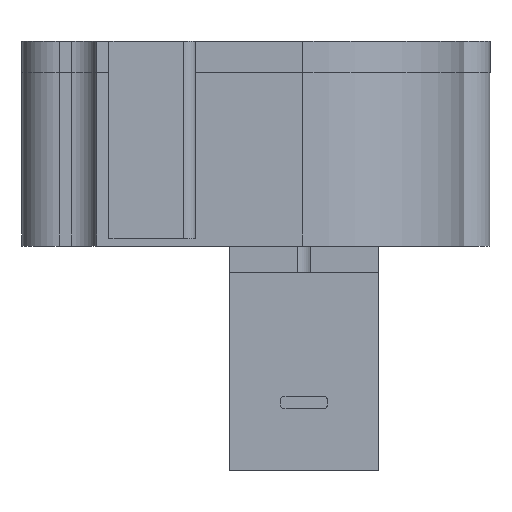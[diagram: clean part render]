
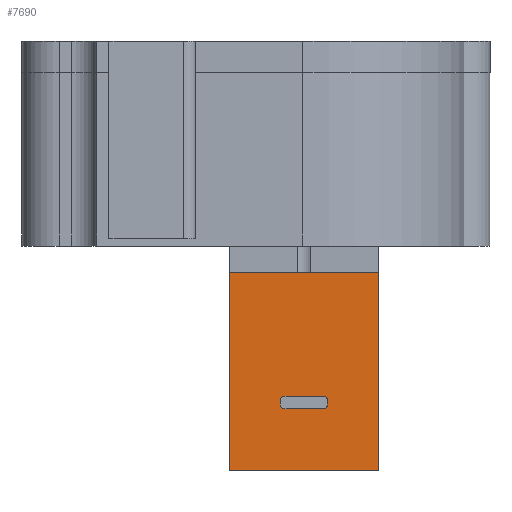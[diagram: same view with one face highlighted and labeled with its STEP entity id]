
A CAD part, left-side view. The second image highlights one B-rep face of the part: STEP entity #7690.
In plain terms, the highlighted face is planar.
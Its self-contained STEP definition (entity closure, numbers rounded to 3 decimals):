
#18 = DIRECTION ( 'NONE',  ( 0., 0., 1. ) ) ;
#72 = ORIENTED_EDGE ( 'NONE', *, *, #12750, .T. ) ;
#144 = CARTESIAN_POINT ( 'NONE',  ( 11.1, 1.6, -12.05 ) ) ;
#315 = EDGE_CURVE ( 'NONE', #19857, #6026, #21777, .T. ) ;
#338 = LINE ( 'NONE', #16189, #15121 ) ;
#391 = CIRCLE ( 'NONE', #23470, 0.3 ) ;
#711 = EDGE_CURVE ( 'NONE', #17333, #22632, #338, .T. ) ;
#805 = CARTESIAN_POINT ( 'NONE',  ( 11.1, -1.9, -11.05 ) ) ;
#1006 = DIRECTION ( 'NONE',  ( 0., 0., 1. ) ) ;
#1153 = EDGE_CURVE ( 'NONE', #22632, #2235, #15325, .T. ) ;
#1637 = VECTOR ( 'NONE', #8425, 1000. ) ;
#2235 = VERTEX_POINT ( 'NONE', #14588 ) ;
#2343 = CARTESIAN_POINT ( 'NONE',  ( 11.1, 1.9, -11.05 ) ) ;
#2550 = VERTEX_POINT ( 'NONE', #6632 ) ;
#2591 = VECTOR ( 'NONE', #8238, 1000. ) ;
#2671 = ORIENTED_EDGE ( 'NONE', *, *, #14209, .T. ) ;
#2770 = CARTESIAN_POINT ( 'NONE',  ( 11.1, 6., -17.05 ) ) ;
#4347 = DIRECTION ( 'NONE',  ( 0., 0., 1. ) ) ;
#4626 = CARTESIAN_POINT ( 'NONE',  ( 11.1, 1.6, -11.35 ) ) ;
#4652 = DIRECTION ( 'NONE',  ( 0., 0., 1. ) ) ;
#4709 = ORIENTED_EDGE ( 'NONE', *, *, #315, .F. ) ;
#4773 = VERTEX_POINT ( 'NONE', #20318 ) ;
#4940 = EDGE_CURVE ( 'NONE', #14100, #4773, #23024, .T. ) ;
#5041 = CARTESIAN_POINT ( 'NONE',  ( 11.1, 1.6, -11.05 ) ) ;
#5263 = EDGE_CURVE ( 'NONE', #19857, #12707, #19795, .T. ) ;
#5837 = CARTESIAN_POINT ( 'NONE',  ( 11.1, 6., -1.05 ) ) ;
#6009 = ORIENTED_EDGE ( 'NONE', *, *, #4940, .F. ) ;
#6026 = VERTEX_POINT ( 'NONE', #144 ) ;
#6632 = CARTESIAN_POINT ( 'NONE',  ( 11.1, -1.9, -11.35 ) ) ;
#7042 = CIRCLE ( 'NONE', #20500, 0.3 ) ;
#7075 = CARTESIAN_POINT ( 'NONE',  ( 11.1, -6., -17.05 ) ) ;
#7129 = DIRECTION ( 'NONE',  ( 0., 0., 1. ) ) ;
#7690 = ADVANCED_FACE ( 'NONE', ( #15278, #11221 ), #12999, .F. ) ;
#7976 = CIRCLE ( 'NONE', #13133, 0.3 ) ;
#8238 = DIRECTION ( 'NONE',  ( 0., -1., 0. ) ) ;
#8349 = ORIENTED_EDGE ( 'NONE', *, *, #9850, .F. ) ;
#8425 = DIRECTION ( 'NONE',  ( 0., 0., 1. ) ) ;
#9405 = DIRECTION ( 'NONE',  ( 0., -1., 0. ) ) ;
#9433 = CARTESIAN_POINT ( 'NONE',  ( 11.1, -1.6, -11.05 ) ) ;
#9740 = VECTOR ( 'NONE', #24065, 1000. ) ;
#9850 = EDGE_CURVE ( 'NONE', #10739, #16760, #10998, .T. ) ;
#9915 = VECTOR ( 'NONE', #11805, 1000. ) ;
#10312 = LINE ( 'NONE', #20478, #9740 ) ;
#10328 = DIRECTION ( 'NONE',  ( -1., 0., 0. ) ) ;
#10390 = ORIENTED_EDGE ( 'NONE', *, *, #5263, .T. ) ;
#10739 = VERTEX_POINT ( 'NONE', #5041 ) ;
#10998 = LINE ( 'NONE', #805, #2591 ) ;
#11141 = CARTESIAN_POINT ( 'NONE',  ( 11.1, 6., -17.05 ) ) ;
#11221 = FACE_BOUND ( 'NONE', #18706, .T. ) ;
#11472 = LINE ( 'NONE', #2770, #1637 ) ;
#11677 = EDGE_CURVE ( 'NONE', #2550, #12707, #10312, .T. ) ;
#11760 = EDGE_CURVE ( 'NONE', #14100, #6026, #7976, .T. ) ;
#11805 = DIRECTION ( 'NONE',  ( 0., 1., 0. ) ) ;
#12654 = CARTESIAN_POINT ( 'NONE',  ( 11.1, -1.6, -12.05 ) ) ;
#12707 = VERTEX_POINT ( 'NONE', #13368 ) ;
#12750 = EDGE_CURVE ( 'NONE', #17333, #23546, #11472, .T. ) ;
#12999 = PLANE ( 'NONE',  #20854 ) ;
#13061 = VECTOR ( 'NONE', #9405, 1000. ) ;
#13125 = CARTESIAN_POINT ( 'NONE',  ( 11.1, -1.6, -11.35 ) ) ;
#13133 = AXIS2_PLACEMENT_3D ( 'NONE', #13904, #10328, #4652 ) ;
#13368 = CARTESIAN_POINT ( 'NONE',  ( 11.1, -1.9, -11.75 ) ) ;
#13509 = CARTESIAN_POINT ( 'NONE',  ( 11.1, -1.9, -12.05 ) ) ;
#13904 = CARTESIAN_POINT ( 'NONE',  ( 11.1, 1.6, -11.75 ) ) ;
#13996 = CARTESIAN_POINT ( 'NONE',  ( 11.1, -6., -17.05 ) ) ;
#14099 = EDGE_CURVE ( 'NONE', #2550, #16760, #391, .T. ) ;
#14100 = VERTEX_POINT ( 'NONE', #22142 ) ;
#14209 = EDGE_CURVE ( 'NONE', #10739, #4773, #7042, .T. ) ;
#14400 = ORIENTED_EDGE ( 'NONE', *, *, #1153, .F. ) ;
#14588 = CARTESIAN_POINT ( 'NONE',  ( 11.1, -6., -1.05 ) ) ;
#14789 = DIRECTION ( 'NONE',  ( 0., 0., 1. ) ) ;
#14910 = EDGE_CURVE ( 'NONE', #23546, #2235, #18575, .T. ) ;
#15121 = VECTOR ( 'NONE', #16336, 1000. ) ;
#15278 = FACE_OUTER_BOUND ( 'NONE', #17515, .T. ) ;
#15325 = LINE ( 'NONE', #13996, #15904 ) ;
#15904 = VECTOR ( 'NONE', #17794, 1000. ) ;
#16189 = CARTESIAN_POINT ( 'NONE',  ( 11.1, 6., -17.05 ) ) ;
#16284 = ORIENTED_EDGE ( 'NONE', *, *, #711, .F. ) ;
#16336 = DIRECTION ( 'NONE',  ( 0., -1., 0. ) ) ;
#16635 = CARTESIAN_POINT ( 'NONE',  ( 11.1, 6., -1.05 ) ) ;
#16760 = VERTEX_POINT ( 'NONE', #9433 ) ;
#17333 = VERTEX_POINT ( 'NONE', #18295 ) ;
#17515 = EDGE_LOOP ( 'NONE', ( #20343, #14400, #16284, #72 ) ) ;
#17794 = DIRECTION ( 'NONE',  ( 0., 0., 1. ) ) ;
#18295 = CARTESIAN_POINT ( 'NONE',  ( 11.1, 6., -17.05 ) ) ;
#18381 = CARTESIAN_POINT ( 'NONE',  ( 11.1, -1.6, -11.75 ) ) ;
#18394 = ORIENTED_EDGE ( 'NONE', *, *, #11760, .T. ) ;
#18575 = LINE ( 'NONE', #5837, #13061 ) ;
#18645 = DIRECTION ( 'NONE',  ( -1., 0., 0. ) ) ;
#18706 = EDGE_LOOP ( 'NONE', ( #4709, #10390, #21045, #20927, #8349, #2671, #6009, #18394 ) ) ;
#19795 = CIRCLE ( 'NONE', #20638, 0.3 ) ;
#19857 = VERTEX_POINT ( 'NONE', #12654 ) ;
#20259 = DIRECTION ( 'NONE',  ( -1., 0., 0. ) ) ;
#20318 = CARTESIAN_POINT ( 'NONE',  ( 11.1, 1.9, -11.35 ) ) ;
#20343 = ORIENTED_EDGE ( 'NONE', *, *, #14910, .T. ) ;
#20478 = CARTESIAN_POINT ( 'NONE',  ( 11.1, -1.9, -11.05 ) ) ;
#20500 = AXIS2_PLACEMENT_3D ( 'NONE', #4626, #22961, #1006 ) ;
#20638 = AXIS2_PLACEMENT_3D ( 'NONE', #18381, #20259, #7129 ) ;
#20854 = AXIS2_PLACEMENT_3D ( 'NONE', #11141, #22075, #14789 ) ;
#20927 = ORIENTED_EDGE ( 'NONE', *, *, #14099, .T. ) ;
#21045 = ORIENTED_EDGE ( 'NONE', *, *, #11677, .F. ) ;
#21777 = LINE ( 'NONE', #13509, #9915 ) ;
#22075 = DIRECTION ( 'NONE',  ( -1., 0., 0. ) ) ;
#22142 = CARTESIAN_POINT ( 'NONE',  ( 11.1, 1.9, -11.75 ) ) ;
#22143 = VECTOR ( 'NONE', #4347, 1000. ) ;
#22632 = VERTEX_POINT ( 'NONE', #7075 ) ;
#22961 = DIRECTION ( 'NONE',  ( -1., 0., 0. ) ) ;
#23024 = LINE ( 'NONE', #2343, #22143 ) ;
#23470 = AXIS2_PLACEMENT_3D ( 'NONE', #13125, #18645, #18 ) ;
#23546 = VERTEX_POINT ( 'NONE', #16635 ) ;
#24065 = DIRECTION ( 'NONE',  ( 0., 0., -1. ) ) ;
